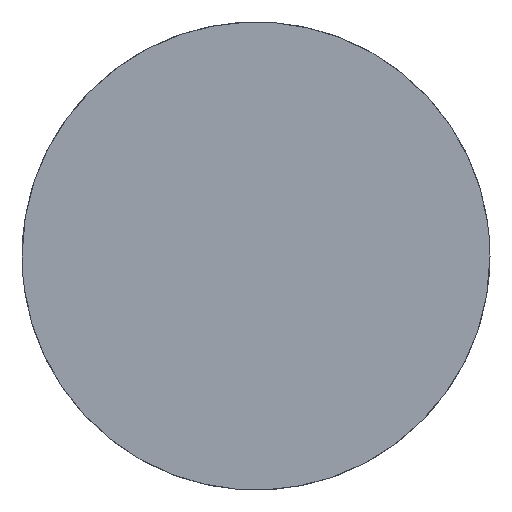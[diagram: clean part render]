
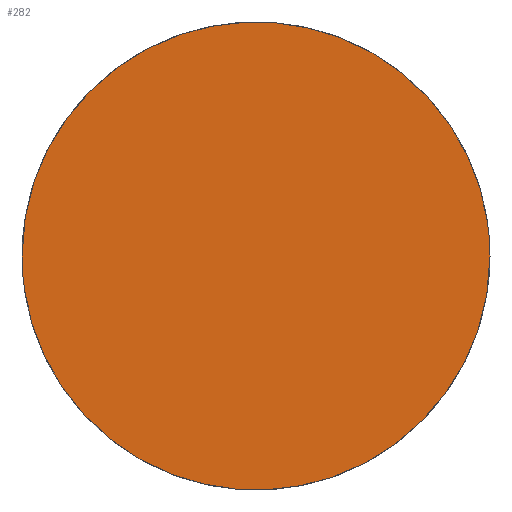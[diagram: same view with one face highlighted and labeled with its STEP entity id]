
A CAD part, front view. The second image highlights one B-rep face of the part: STEP entity #282.
In plain terms, the highlighted planar face has unit normal (0, -1, 0).
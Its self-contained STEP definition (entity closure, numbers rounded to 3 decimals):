
#24 = VERTEX_POINT('',#25);
#25 = CARTESIAN_POINT('',(316.288,10.3,
    83.645));
#31 = ( BOUNDED_SURFACE() B_SPLINE_SURFACE(2,1,(
    (#32,#33)
    ,(#34,#35)
    ,(#36,#37)
    ,(#38,#39)
,(#40,#41
    )),.UNSPECIFIED.,.F.,.F.,.F.) B_SPLINE_SURFACE_WITH_KNOTS((3,2,3),(2
    ,2),(0.,1.571,3.142),(0.,6.24),
.UNSPECIFIED.) GEOMETRIC_REPRESENTATION_ITEM() RATIONAL_B_SPLINE_SURFACE
((
    (1.,1.)
    ,(0.707,0.707)
    ,(1.,1.)
    ,(0.707,0.707)
,(1.,1.))) REPRESENTATION_ITEM('') SURFACE() );
#32 = CARTESIAN_POINT('',(325.788,15.92,83.645
    ));
#33 = CARTESIAN_POINT('',(325.788,9.68,83.645)
  );
#34 = CARTESIAN_POINT('',(325.788,15.92,
    88.395));
#35 = CARTESIAN_POINT('',(325.788,9.68,88.395
    ));
#36 = CARTESIAN_POINT('',(321.038,15.92,
    88.395));
#37 = CARTESIAN_POINT('',(321.038,9.68,88.395
    ));
#38 = CARTESIAN_POINT('',(316.288,15.92,88.395)
  );
#39 = CARTESIAN_POINT('',(316.288,9.68,88.395)
  );
#40 = CARTESIAN_POINT('',(316.288,15.92,
    83.645));
#41 = CARTESIAN_POINT('',(316.288,9.68,83.645
    ));
#71 = ( BOUNDED_SURFACE() B_SPLINE_SURFACE(2,1,(
    (#72,#73)
    ,(#74,#75)
    ,(#76,#77)
    ,(#78,#79)
,(#80,#81
    )),.UNSPECIFIED.,.F.,.F.,.F.) B_SPLINE_SURFACE_WITH_KNOTS((3,2,3),(2
    ,2),(3.142,4.712,6.283),(0.,6.24),
.PIECEWISE_BEZIER_KNOTS.) GEOMETRIC_REPRESENTATION_ITEM() 
RATIONAL_B_SPLINE_SURFACE((
    (1.,1.)
    ,(0.707,0.707)
    ,(1.,1.)
    ,(0.707,0.707)
,(1.,1.))) REPRESENTATION_ITEM('') SURFACE() );
#72 = CARTESIAN_POINT('',(316.288,15.92,
    83.645));
#73 = CARTESIAN_POINT('',(316.288,9.68,83.645
    ));
#74 = CARTESIAN_POINT('',(316.288,15.92,
    78.895));
#75 = CARTESIAN_POINT('',(316.288,9.68,78.895
    ));
#76 = CARTESIAN_POINT('',(321.038,15.92,
    78.895));
#77 = CARTESIAN_POINT('',(321.038,9.68,78.895
    ));
#78 = CARTESIAN_POINT('',(325.788,15.92,
    78.895));
#79 = CARTESIAN_POINT('',(325.788,9.68,78.895
    ));
#80 = CARTESIAN_POINT('',(325.788,15.92,83.645
    ));
#81 = CARTESIAN_POINT('',(325.788,9.68,83.645)
  );
#111 = EDGE_CURVE('',#24,#112,#114,.T.);
#112 = VERTEX_POINT('',#113);
#113 = CARTESIAN_POINT('',(325.788,10.3,
    83.645));
#114 = SURFACE_CURVE('',#115,(#121,#150),.PCURVE_S1.);
#115 = ( BOUNDED_CURVE() B_SPLINE_CURVE(2,(#116,#117,#118,#119,#120),
.UNSPECIFIED.,.F.,.F.) B_SPLINE_CURVE_WITH_KNOTS((3,2,3),(0.,
7.461,14.923),.UNSPECIFIED.) CURVE() 
GEOMETRIC_REPRESENTATION_ITEM() RATIONAL_B_SPLINE_CURVE((1.,
0.707,1.,0.707,1.)) REPRESENTATION_ITEM('') );
#116 = CARTESIAN_POINT('',(316.288,10.3,
    83.645));
#117 = CARTESIAN_POINT('',(316.288,10.3,88.395
    ));
#118 = CARTESIAN_POINT('',(321.038,10.3,
    88.395));
#119 = CARTESIAN_POINT('',(325.788,10.3,
    88.395));
#120 = CARTESIAN_POINT('',(325.788,10.3,
    83.645));
#121 = PCURVE('',#31,#122);
#122 = DEFINITIONAL_REPRESENTATION('',(#123),#149);
#123 = B_SPLINE_CURVE_WITH_KNOTS('',3,(#124,#125,#126,#127,#128,#129,
    #130,#131,#132,#133,#134,#135,#136,#137,#138,#139,#140,#141,#142,
    #143,#144,#145,#146,#147,#148),.UNSPECIFIED.,.F.,.F.,(4,1,1,1,1,1,1,
    1,1,1,1,1,1,1,1,1,1,1,1,1,1,1,4),(0.,0.678,1.357,
    2.035,2.713,3.391,4.07,
    4.748,5.426,6.105,6.783,
    7.461,8.14,8.818,9.496,
    10.174,10.853,11.531,12.209,
    12.888,13.566,14.244,14.923),
  .QUASI_UNIFORM_KNOTS.);
#124 = CARTESIAN_POINT('',(3.142,5.62));
#125 = CARTESIAN_POINT('',(3.094,5.62));
#126 = CARTESIAN_POINT('',(2.999,5.62));
#127 = CARTESIAN_POINT('',(2.856,5.62));
#128 = CARTESIAN_POINT('',(2.713,5.62));
#129 = CARTESIAN_POINT('',(2.57,5.62));
#130 = CARTESIAN_POINT('',(2.428,5.62));
#131 = CARTESIAN_POINT('',(2.285,5.62));
#132 = CARTESIAN_POINT('',(2.142,5.62));
#133 = CARTESIAN_POINT('',(1.999,5.62));
#134 = CARTESIAN_POINT('',(1.856,5.62));
#135 = CARTESIAN_POINT('',(1.714,5.62));
#136 = CARTESIAN_POINT('',(1.571,5.62));
#137 = CARTESIAN_POINT('',(1.428,5.62));
#138 = CARTESIAN_POINT('',(1.285,5.62));
#139 = CARTESIAN_POINT('',(1.142,5.62));
#140 = CARTESIAN_POINT('',(1.,5.62));
#141 = CARTESIAN_POINT('',(0.857,5.62));
#142 = CARTESIAN_POINT('',(0.714,5.62));
#143 = CARTESIAN_POINT('',(0.571,5.62));
#144 = CARTESIAN_POINT('',(0.428,5.62));
#145 = CARTESIAN_POINT('',(0.286,5.62));
#146 = CARTESIAN_POINT('',(0.143,5.62));
#147 = CARTESIAN_POINT('',(0.048,5.62));
#148 = CARTESIAN_POINT('',(0.,5.62));
#149 = ( GEOMETRIC_REPRESENTATION_CONTEXT(2) 
PARAMETRIC_REPRESENTATION_CONTEXT() REPRESENTATION_CONTEXT('2D SPACE',''
  ) );
#150 = PCURVE('',#151,#156);
#151 = PLANE('',#152);
#152 = AXIS2_PLACEMENT_3D('',#153,#154,#155);
#153 = CARTESIAN_POINT('',(315.218,10.3,
    77.825));
#154 = DIRECTION('',(0.,-1.,0.));
#155 = DIRECTION('',(1.,0.,
    0.));
#156 = DEFINITIONAL_REPRESENTATION('',(#157),#163);
#157 = ( BOUNDED_CURVE() B_SPLINE_CURVE(2,(#158,#159,#160,#161,#162),
.UNSPECIFIED.,.F.,.F.) B_SPLINE_CURVE_WITH_KNOTS((3,2,3),(0.,
7.461,14.923),.UNSPECIFIED.) CURVE() 
GEOMETRIC_REPRESENTATION_ITEM() RATIONAL_B_SPLINE_CURVE((1.,
0.707,1.,0.707,1.)) REPRESENTATION_ITEM('') );
#158 = CARTESIAN_POINT('',(1.07,5.82));
#159 = CARTESIAN_POINT('',(1.07,10.57));
#160 = CARTESIAN_POINT('',(5.82,10.57));
#161 = CARTESIAN_POINT('',(10.57,10.57));
#162 = CARTESIAN_POINT('',(10.57,5.82));
#163 = ( GEOMETRIC_REPRESENTATION_CONTEXT(2) 
PARAMETRIC_REPRESENTATION_CONTEXT() REPRESENTATION_CONTEXT('2D SPACE',''
  ) );
#282 = ADVANCED_FACE('',(#283),#151,.T.);
#283 = FACE_BOUND('',#284,.T.);
#284 = EDGE_LOOP('',(#285,#332));
#285 = ORIENTED_EDGE('',*,*,#286,.F.);
#286 = EDGE_CURVE('',#112,#24,#287,.T.);
#287 = SURFACE_CURVE('',#288,(#294,#303),.PCURVE_S1.);
#288 = ( BOUNDED_CURVE() B_SPLINE_CURVE(2,(#289,#290,#291,#292,#293),
.UNSPECIFIED.,.F.,.F.) B_SPLINE_CURVE_WITH_KNOTS((3,2,3),(
    14.923,22.384,29.845),
.PIECEWISE_BEZIER_KNOTS.) CURVE() GEOMETRIC_REPRESENTATION_ITEM() 
RATIONAL_B_SPLINE_CURVE((1.,0.707,1.,0.707,1.)) 
REPRESENTATION_ITEM('') );
#289 = CARTESIAN_POINT('',(325.788,10.3,
    83.645));
#290 = CARTESIAN_POINT('',(325.788,10.3,
    78.895));
#291 = CARTESIAN_POINT('',(321.038,10.3,
    78.895));
#292 = CARTESIAN_POINT('',(316.288,10.3,
    78.895));
#293 = CARTESIAN_POINT('',(316.288,10.3,
    83.645));
#294 = PCURVE('',#151,#295);
#295 = DEFINITIONAL_REPRESENTATION('',(#296),#302);
#296 = ( BOUNDED_CURVE() B_SPLINE_CURVE(2,(#297,#298,#299,#300,#301),
.UNSPECIFIED.,.F.,.F.) B_SPLINE_CURVE_WITH_KNOTS((3,2,3),(
    14.923,22.384,29.845),
.PIECEWISE_BEZIER_KNOTS.) CURVE() GEOMETRIC_REPRESENTATION_ITEM() 
RATIONAL_B_SPLINE_CURVE((1.,0.707,1.,0.707,1.)) 
REPRESENTATION_ITEM('') );
#297 = CARTESIAN_POINT('',(10.57,5.82));
#298 = CARTESIAN_POINT('',(10.57,1.07));
#299 = CARTESIAN_POINT('',(5.82,1.07));
#300 = CARTESIAN_POINT('',(1.07,1.07));
#301 = CARTESIAN_POINT('',(1.07,5.82));
#302 = ( GEOMETRIC_REPRESENTATION_CONTEXT(2) 
PARAMETRIC_REPRESENTATION_CONTEXT() REPRESENTATION_CONTEXT('2D SPACE',''
  ) );
#303 = PCURVE('',#71,#304);
#304 = DEFINITIONAL_REPRESENTATION('',(#305),#331);
#305 = B_SPLINE_CURVE_WITH_KNOTS('',3,(#306,#307,#308,#309,#310,#311,
    #312,#313,#314,#315,#316,#317,#318,#319,#320,#321,#322,#323,#324,
    #325,#326,#327,#328,#329,#330),.UNSPECIFIED.,.F.,.F.,(4,1,1,1,1,1,1,
    1,1,1,1,1,1,1,1,1,1,1,1,1,1,1,4),(14.923,15.601,
    16.279,16.957,17.636,18.314,
    18.992,19.671,20.349,21.027,
    21.706,22.384,23.062,23.74,
    24.419,25.097,25.775,26.454,
    27.132,27.81,28.489,29.167,
    29.845),.QUASI_UNIFORM_KNOTS.);
#306 = CARTESIAN_POINT('',(6.283,5.62));
#307 = CARTESIAN_POINT('',(6.236,5.62));
#308 = CARTESIAN_POINT('',(6.14,5.62));
#309 = CARTESIAN_POINT('',(5.998,5.62));
#310 = CARTESIAN_POINT('',(5.855,5.62));
#311 = CARTESIAN_POINT('',(5.712,5.62));
#312 = CARTESIAN_POINT('',(5.569,5.62));
#313 = CARTESIAN_POINT('',(5.426,5.62));
#314 = CARTESIAN_POINT('',(5.284,5.62));
#315 = CARTESIAN_POINT('',(5.141,5.62));
#316 = CARTESIAN_POINT('',(4.998,5.62));
#317 = CARTESIAN_POINT('',(4.855,5.62));
#318 = CARTESIAN_POINT('',(4.712,5.62));
#319 = CARTESIAN_POINT('',(4.57,5.62));
#320 = CARTESIAN_POINT('',(4.427,5.62));
#321 = CARTESIAN_POINT('',(4.284,5.62));
#322 = CARTESIAN_POINT('',(4.141,5.62));
#323 = CARTESIAN_POINT('',(3.998,5.62));
#324 = CARTESIAN_POINT('',(3.856,5.62));
#325 = CARTESIAN_POINT('',(3.713,5.62));
#326 = CARTESIAN_POINT('',(3.57,5.62));
#327 = CARTESIAN_POINT('',(3.427,5.62));
#328 = CARTESIAN_POINT('',(3.284,5.62));
#329 = CARTESIAN_POINT('',(3.189,5.62));
#330 = CARTESIAN_POINT('',(3.142,5.62));
#331 = ( GEOMETRIC_REPRESENTATION_CONTEXT(2) 
PARAMETRIC_REPRESENTATION_CONTEXT() REPRESENTATION_CONTEXT('2D SPACE',''
  ) );
#332 = ORIENTED_EDGE('',*,*,#111,.F.);
